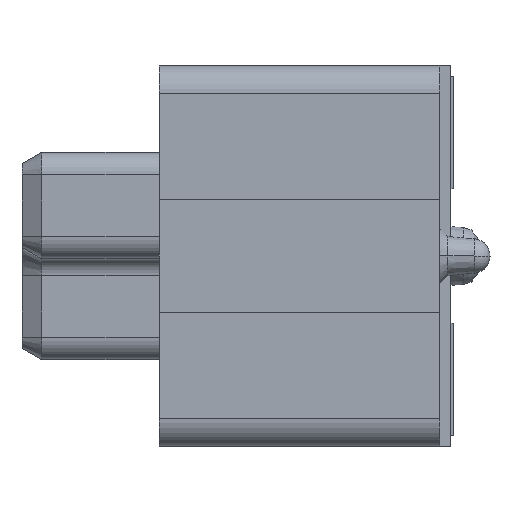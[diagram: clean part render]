
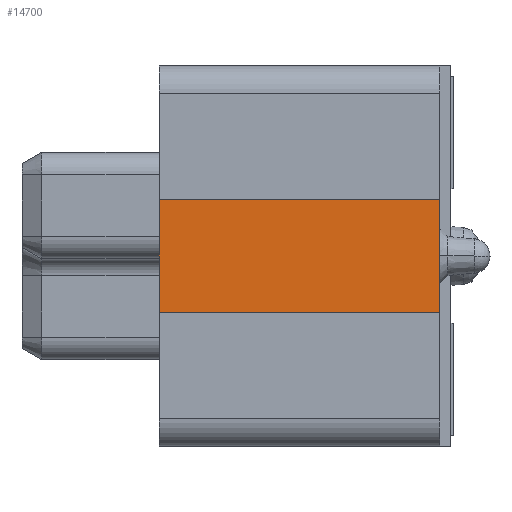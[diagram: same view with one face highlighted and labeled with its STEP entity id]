
A CAD part, left-side view. The second image highlights one B-rep face of the part: STEP entity #14700.
In plain terms, the highlighted planar face has unit normal (-1, 0, 0).
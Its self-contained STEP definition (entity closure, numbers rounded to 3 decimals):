
#3991=DIRECTION('',(0.,1.,0.));
#3992=VECTOR('',#3991,5.);
#3993=CARTESIAN_POINT('',(-14.7,0.2,-1.));
#3994=LINE('9535',#3993,#3992);
#4003=DIRECTION('',(0.,0.,-1.));
#4004=VECTOR('',#4003,2.);
#4005=CARTESIAN_POINT('',(-14.7,5.2,1.));
#4006=LINE('8603',#4005,#4004);
#4007=DIRECTION('',(0.,1.,0.));
#4008=VECTOR('',#4007,5.);
#4009=CARTESIAN_POINT('',(-14.7,0.2,1.));
#4010=LINE('9534',#4009,#4008);
#4011=DIRECTION('',(0.,0.,1.));
#4012=VECTOR('',#4011,2.);
#4013=CARTESIAN_POINT('',(-14.7,0.2,-1.));
#4014=LINE('8585',#4013,#4012);
#7369=CARTESIAN_POINT('',(-14.7,0.2,1.));
#7370=VERTEX_POINT('',#7369);
#7371=CARTESIAN_POINT('',(-14.7,0.2,-1.));
#7372=VERTEX_POINT('',#7371);
#7397=CARTESIAN_POINT('',(-14.7,5.2,1.));
#7398=VERTEX_POINT('',#7397);
#7399=CARTESIAN_POINT('',(-14.7,5.2,-1.));
#7400=VERTEX_POINT('',#7399);
#14688=CARTESIAN_POINT('',(-14.7,2.7,0.));
#14689=DIRECTION('',(1.,0.,0.));
#14690=DIRECTION('',(0.,0.,-1.));
#14691=AXIS2_PLACEMENT_3D('',#14688,#14689,#14690);
#14692=PLANE('7991',#14691);
#14693=ORIENTED_EDGE('8603',*,*,#9969,.F.);
#14695=ORIENTED_EDGE('9534',*,*,#14694,.F.);
#14696=ORIENTED_EDGE('8585',*,*,#14605,.F.);
#14697=ORIENTED_EDGE('9535',*,*,#14681,.T.);
#14698=EDGE_LOOP('7991',(#14693,#14695,#14696,#14697));
#14699=FACE_OUTER_BOUND('7991',#14698,.F.);
#14700=ADVANCED_FACE('7991',(#14699),#14692,.F.);
#9969=EDGE_CURVE('8603',#7398,#7400,#4006,.T.);
#14605=EDGE_CURVE('8585',#7372,#7370,#4014,.T.);
#14681=EDGE_CURVE('9535',#7372,#7400,#3994,.T.);
#14694=EDGE_CURVE('9534',#7370,#7398,#4010,.T.);
